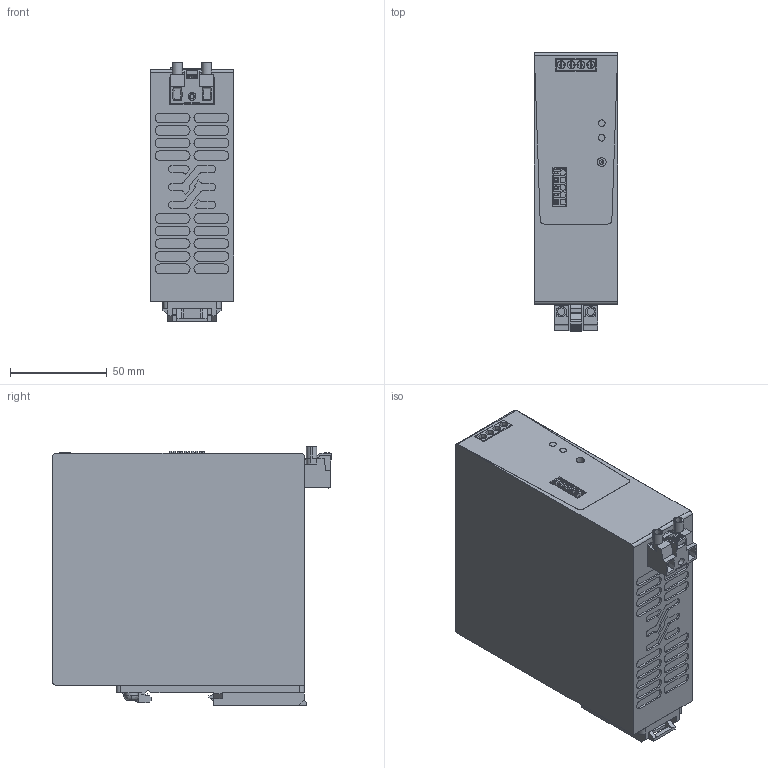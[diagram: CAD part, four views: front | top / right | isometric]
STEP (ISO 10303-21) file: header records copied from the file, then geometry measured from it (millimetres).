
FILE_DESCRIPTION(('CATIA V5 STEP Exchange','CAx-IF Rec.Pracs.--- Model Styling and Organization---1.4--- 2014-01-23'),'2;1');
FILE_NAME ('1424392-1_1_2869050000_S3D_PRO_DCDC_240W.stp','2023-03-22T12:58:28+00:00',('none'),('Weidmueller'),'CATIA Version 5-6 Release 2016 SP3 HF44','CATIA V5 STEP AP214','none');
FILE_SCHEMA(('AUTOMOTIVE_DESIGN { 1 0 10303 214 1 1 1 1 }'));
Length unit declared in the file: millimetre
Products named in the file (1): SD_PRO_DCDC_240W
Bounding box: 43 x 143.9 x 133.81 mm (x, y, z)
Volume: 687349.9 mm3; surface area: 89037.7 mm2
Topology: 22 solids, 22 shells, 1541 faces, 4154 edges, 2751 vertices
Faces by surface type: plane 1187, cylinder 308, cone 18, bspline 12, sphere 12, torus 4
Entity records: 48477 total; most frequent: CARTESIAN_POINT 10703, ORIENTED_EDGE 8308, DIRECTION 6621, EDGE_CURVE 4154, VECTOR 3307, LINE 3307, VERTEX_POINT 2751, AXIS2_PLACEMENT_3D 1954
